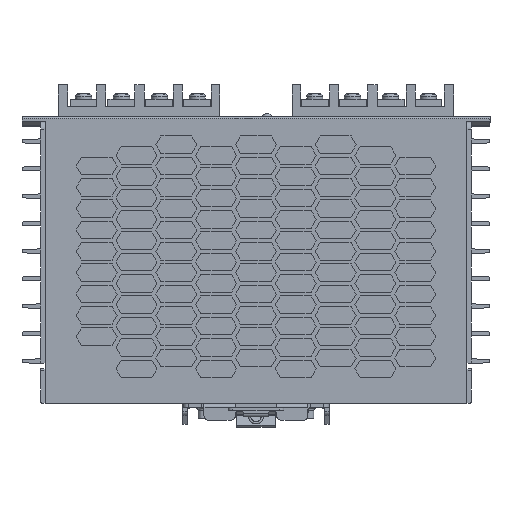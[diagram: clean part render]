
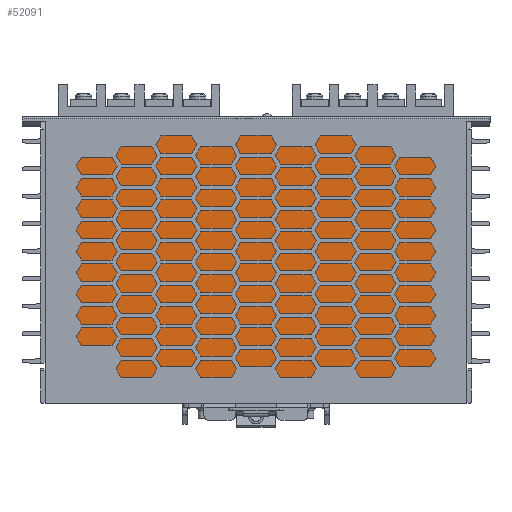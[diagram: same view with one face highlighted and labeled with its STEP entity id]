
A CAD part, front view. The second image highlights one B-rep face of the part: STEP entity #52091.
In plain terms, the highlighted planar face has unit normal (0, -1, 0).
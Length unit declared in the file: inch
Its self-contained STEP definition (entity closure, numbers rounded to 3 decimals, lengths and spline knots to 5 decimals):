
#4171 = CARTESIAN_POINT ( 'NONE',  ( -2.45, -2.25704, -3.69502 ) ) ;
#4287 = CARTESIAN_POINT ( 'NONE',  ( 2.45, -2.25704, -0.23329 ) ) ;
#4300 = DIRECTION ( 'NONE',  ( 0., 0., 1. ) ) ;
#4302 = VECTOR ( 'NONE', #4300, 39.37008 ) ;
#4305 = CARTESIAN_POINT ( 'NONE',  ( -2.45, -2.25704, -3.78513 ) ) ;
#4306 = LINE ( 'NONE', #4305, #4302 ) ;
#4314 = CARTESIAN_POINT ( 'NONE',  ( 2.45, -2.25704, -3.69502 ) ) ;
#4318 = CARTESIAN_POINT ( 'NONE',  ( -2.45, -2.25704, -0.23329 ) ) ;
#4328 = DIRECTION ( 'NONE',  ( 0., 0., 1. ) ) ;
#4330 = VECTOR ( 'NONE', #4328, 39.37008 ) ;
#4331 = CARTESIAN_POINT ( 'NONE',  ( 2.45, -2.25704, -3.78513 ) ) ;
#4337 = LINE ( 'NONE', #4331, #4330 ) ;
#36434 = DIRECTION ( 'NONE',  ( -1., 0., 0. ) ) ;
#36435 = VECTOR ( 'NONE', #36434, 39.37008 ) ;
#36436 = LINE ( 'NONE', #36461, #36435 ) ;
#36461 = CARTESIAN_POINT ( 'NONE',  ( 2.58, -2.25704, -3.69502 ) ) ;
#36472 = LINE ( 'NONE', #36502, #36501 ) ;
#36500 = DIRECTION ( 'NONE',  ( -1., 0., 0. ) ) ;
#36501 = VECTOR ( 'NONE', #36500, 39.37008 ) ;
#36502 = CARTESIAN_POINT ( 'NONE',  ( 2.58, -2.25704, -0.23329 ) ) ;
#36565 = AXIS2_PLACEMENT_3D ( 'NONE', #36569, #36606, #36605 ) ;
#36569 = CARTESIAN_POINT ( 'NONE',  ( 2.58, -2.25704, -3.69502 ) ) ;
#36572 = FACE_OUTER_BOUND ( 'NONE', #52099, .T. ) ;
#36605 = DIRECTION ( 'NONE',  ( 0., 0., 1. ) ) ;
#36606 = DIRECTION ( 'NONE',  ( 0., 1., 0. ) ) ;
#36609 = PLANE ( 'NONE',  #36565 ) ;
#37231 = VERTEX_POINT ( 'NONE', #4171 ) ;
#37978 = VERTEX_POINT ( 'NONE', #4314 ) ;
#37989 = EDGE_CURVE ( 'NONE', #37231, #38197, #4306, .T. ) ;
#38197 = VERTEX_POINT ( 'NONE', #4318 ) ;
#38456 = VERTEX_POINT ( 'NONE', #4287 ) ;
#38511 = EDGE_CURVE ( 'NONE', #37978, #38456, #4337, .T. ) ;
#51987 = EDGE_CURVE ( 'NONE', #37978, #37231, #36436, .T. ) ;
#52002 = ORIENTED_EDGE ( 'NONE', *, *, #37989, .F. ) ;
#52038 = EDGE_CURVE ( 'NONE', #38456, #38197, #36472, .T. ) ;
#52067 = ORIENTED_EDGE ( 'NONE', *, *, #51987, .F. ) ;
#52083 = ORIENTED_EDGE ( 'NONE', *, *, #38511, .T. ) ;
#52085 = ORIENTED_EDGE ( 'NONE', *, *, #52038, .T. ) ;
#52091 = ADVANCED_FACE ( 'NONE', ( #36572 ), #36609, .F. ) ;
#52099 = EDGE_LOOP ( 'NONE', ( #52002, #52067, #52083, #52085 ) ) ;
